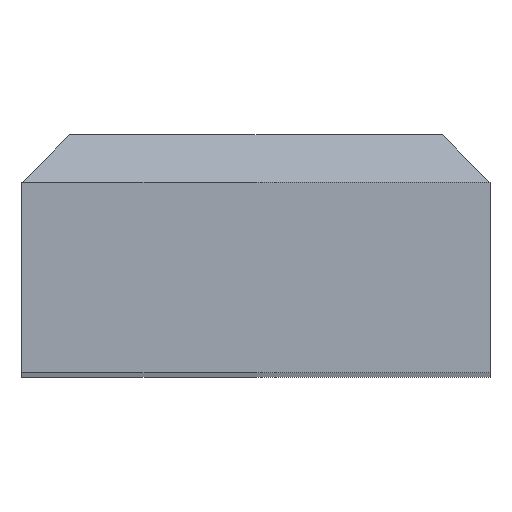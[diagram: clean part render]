
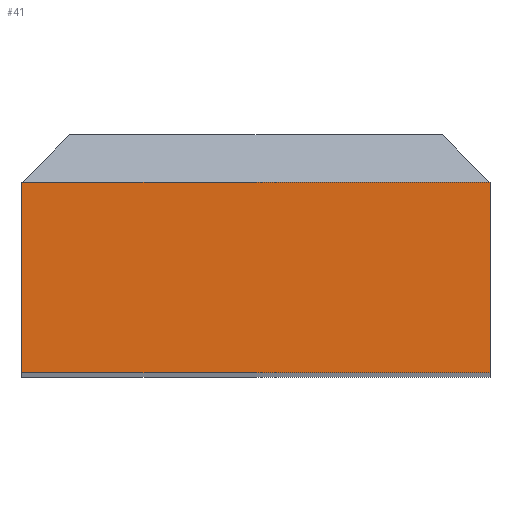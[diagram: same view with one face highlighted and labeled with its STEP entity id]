
A CAD part, top view. The second image highlights one B-rep face of the part: STEP entity #41.
In plain terms, the highlighted planar face has unit normal (0, 0, 1).
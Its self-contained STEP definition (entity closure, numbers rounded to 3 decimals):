
#3 = VECTOR ( 'NONE', #213, 1000. ) ;
#5 = AXIS2_PLACEMENT_3D ( 'NONE', #196, #194, #193 ) ;
#7 = VECTOR ( 'NONE', #198, 1000. ) ;
#10 = FACE_OUTER_BOUND ( 'NONE', #270, .T. ) ;
#13 = VECTOR ( 'NONE', #207, 1000. ) ;
#35 = EDGE_CURVE ( 'NONE', #234, #225, #215, .T. ) ;
#37 = EDGE_CURVE ( 'NONE', #234, #226, #209, .T. ) ;
#40 = EDGE_CURVE ( 'NONE', #231, #226, #200, .T. ) ;
#41 = ADVANCED_FACE ( 'NONE', ( #10 ), #216, .F. ) ;
#53 = EDGE_CURVE ( 'NONE', #225, #231, #150, .T. ) ;
#104 = CARTESIAN_POINT ( 'NONE',  ( 0.843, 8., 51.698 ) ) ;
#107 = CARTESIAN_POINT ( 'NONE',  ( -18.825, 0., 51.698 ) ) ;
#112 = CARTESIAN_POINT ( 'NONE',  ( 0.843, 0., 51.698 ) ) ;
#113 = CARTESIAN_POINT ( 'NONE',  ( -18.825, 8., 51.698 ) ) ;
#148 = DIRECTION ( 'NONE',  ( 0., -1., 0. ) ) ;
#149 = CARTESIAN_POINT ( 'NONE',  ( -18.825, 10., 51.698 ) ) ;
#150 = LINE ( 'NONE', #149, #282 ) ;
#193 = DIRECTION ( 'NONE',  ( -1., 0., 0. ) ) ;
#194 = DIRECTION ( 'NONE',  ( 0., 0., -1. ) ) ;
#195 = ORIENTED_EDGE ( 'NONE', *, *, #40, .T. ) ;
#196 = CARTESIAN_POINT ( 'NONE',  ( -18.825, 10., 51.698 ) ) ;
#198 = DIRECTION ( 'NONE',  ( 1., 0., 0. ) ) ;
#199 = CARTESIAN_POINT ( 'NONE',  ( -18.825, 0., 51.698 ) ) ;
#200 = LINE ( 'NONE', #199, #7 ) ;
#207 = DIRECTION ( 'NONE',  ( 0., -1., 0. ) ) ;
#208 = CARTESIAN_POINT ( 'NONE',  ( 0.843, 10., 51.698 ) ) ;
#209 = LINE ( 'NONE', #208, #13 ) ;
#213 = DIRECTION ( 'NONE',  ( -1., 0., 0. ) ) ;
#214 = CARTESIAN_POINT ( 'NONE',  ( -18.825, 8., 51.698 ) ) ;
#215 = LINE ( 'NONE', #214, #3 ) ;
#216 = PLANE ( 'NONE',  #5 ) ;
#220 = ORIENTED_EDGE ( 'NONE', *, *, #37, .F. ) ;
#221 = ORIENTED_EDGE ( 'NONE', *, *, #53, .T. ) ;
#222 = ORIENTED_EDGE ( 'NONE', *, *, #35, .T. ) ;
#225 = VERTEX_POINT ( 'NONE', #113 ) ;
#226 = VERTEX_POINT ( 'NONE', #112 ) ;
#231 = VERTEX_POINT ( 'NONE', #107 ) ;
#234 = VERTEX_POINT ( 'NONE', #104 ) ;
#270 = EDGE_LOOP ( 'NONE', ( #220, #222, #221, #195 ) ) ;
#282 = VECTOR ( 'NONE', #148, 1000. ) ;
